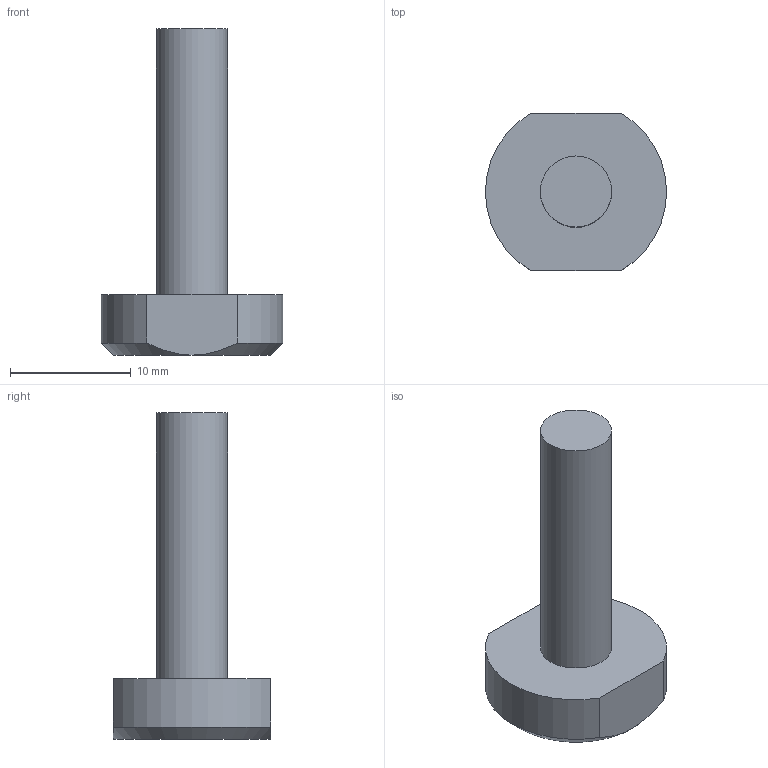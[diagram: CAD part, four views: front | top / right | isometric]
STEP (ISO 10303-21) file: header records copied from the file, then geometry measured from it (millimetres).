
FILE_DESCRIPTION(/* description */ (''),/* implementation_level */ '2;1');
FILE_NAME(/* name */ 'Fixation Petit Chariot Holzmann v1.step',/* time_stamp */ '2021-04-17T11:53:03+02:00',/* author */ (''),/* organization */ (''),/* preprocessor_version */ 'ST-DEVELOPER v18.1',/* originating_system */ 'Autodesk Translation Framework v10.6.0.1341',/* authorisation */ '');
FILE_SCHEMA (('AUTOMOTIVE_DESIGN { 1 0 10303 214 3 1 1 }'));
Length unit declared in the file: millimetre
Products named in the file (1): Fixation Petit Chariot Holzmann
Bounding box: 15 x 13 x 27 mm (x, y, z)
Volume: 1414.8 mm3; surface area: 949.4 mm2
Topology: 1 solids, 1 shells, 10 faces, 19 edges, 12 vertices
Faces by surface type: plane 5, cylinder 3, cone 2
Full cylindrical faces by diameter (mm): 5.884 x1
Entity records: 284 total; most frequent: CARTESIAN_POINT 50, DIRECTION 45, ORIENTED_EDGE 38, EDGE_CURVE 19, AXIS2_PLACEMENT_3D 19, VERTEX_POINT 12, EDGE_LOOP 11, FACE_OUTER_BOUND 10
